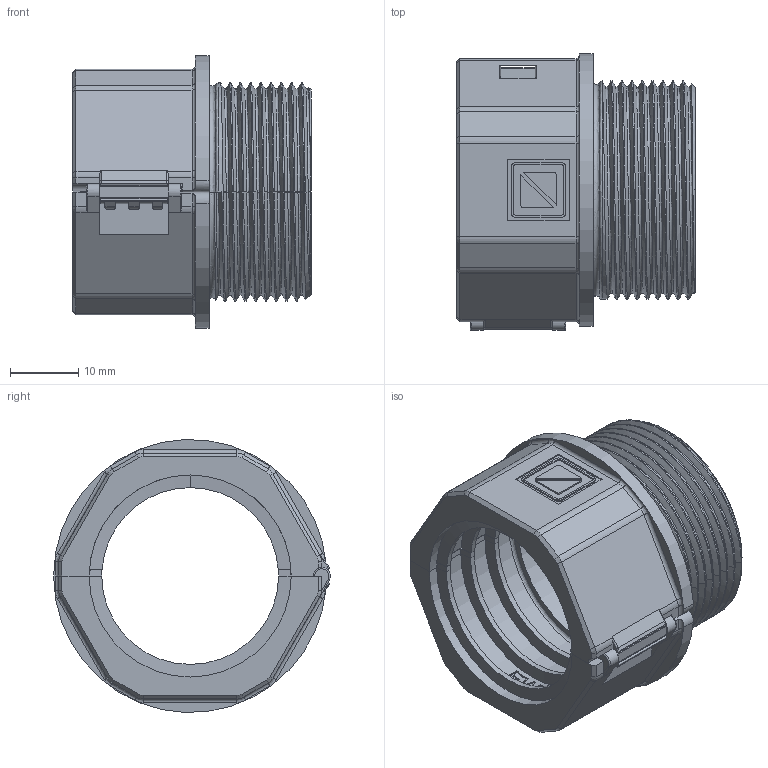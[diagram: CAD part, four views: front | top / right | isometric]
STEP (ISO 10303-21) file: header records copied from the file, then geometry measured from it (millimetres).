
FILE_DESCRIPTION (( 'STEP AP203' ), '1' );
FILE_NAME ('836020.step', '2023-06-13T19:06:49', ( '' ), ( '' ), 'SwSTEP 2.0', 'SolidWorks 2021', '' );
FILE_SCHEMA (( 'CONFIG_CONTROL_DESIGN' ));
Length unit declared in the file: inch
Products named in the file (1): 836020
Bounding box: 35 x 40.53 x 39.97 mm (x, y, z)
Volume: 11911.2 mm3; surface area: 11017.4 mm2
Topology: 2 solids, 2 shells, 715 faces, 1937 edges, 1247 vertices
Faces by surface type: plane 344, bspline 176, cylinder 158, cone 37
Entity records: 30908 total; most frequent: CARTESIAN_POINT 14257, ORIENTED_EDGE 3872, DIRECTION 2843, EDGE_CURVE 1936, VERTEX_POINT 1247, VECTOR 1091, LINE 1091, AXIS2_PLACEMENT_3D 876
